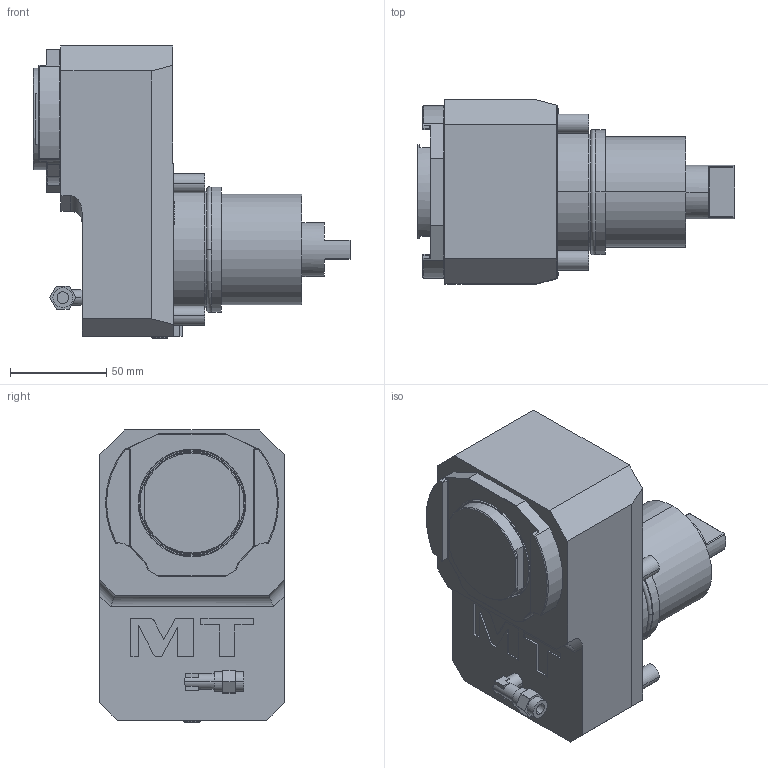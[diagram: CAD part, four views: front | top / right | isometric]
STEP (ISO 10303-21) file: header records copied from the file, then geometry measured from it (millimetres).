
FILE_DESCRIPTION((''),'2;1');
FILE_NAME('NKM0852132_CONF','2023-06-20T11:44:43',('gvalli'),('M.T. srl'),'CREO PARAMETRIC BY PTC INC, 2021072','CREO PARAMETRIC BY PTC INC, 2021072','');
FILE_SCHEMA(('CONFIG_CONTROL_DESIGN'));
Length unit declared in the file: millimetre
Products named in the file (1): NKM0852132_CONF
Bounding box: 165.5 x 96 x 152 mm (x, y, z)
Volume: 1027279.6 mm3; surface area: 88492 mm2
Topology: 1 solids, 1 shells, 239 faces, 594 edges, 386 vertices
Faces by surface type: plane 122, cylinder 85, torus 22, cone 6, bspline 2, extrusion 2
Entity records: 7527 total; most frequent: CARTESIAN_POINT 1698, DIRECTION 1226, ORIENTED_EDGE 1188, EDGE_CURVE 594, AXIS2_PLACEMENT_3D 445, VERTEX_POINT 386, VECTOR 336, LINE 334
